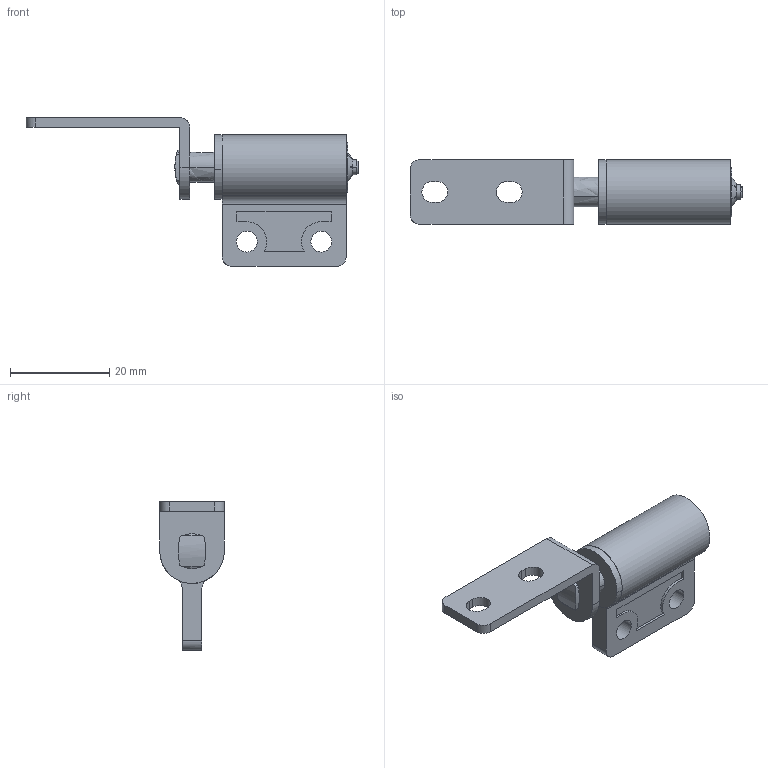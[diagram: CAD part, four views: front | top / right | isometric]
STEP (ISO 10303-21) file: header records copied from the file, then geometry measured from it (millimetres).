
FILE_DESCRIPTION((''),'2;1');
FILE_NAME('','2005-04-20T09:08:14',(''),(''),'','CADfix','');
FILE_SCHEMA(('AUTOMOTIVE_DESIGN'));
Length unit declared in the file: millimetre
Products named in the file (5): shaft; retainer; case; bracket; TH_134_1A_3808_36
Assembly tree (4 placements, depth 2):
  TH_134_1A_3808_36
    shaft
    retainer
    case
    bracket
Bounding box: 66.9 x 13 x 30 mm (x, y, z)
Volume: 5456.4 mm3; surface area: 5227.6 mm2
Topology: 4 solids, 4 shells, 137 faces, 389 edges, 266 vertices
Faces by surface type: bspline 137
Entity records: 4679 total; most frequent: CARTESIAN_POINT 2365, ORIENTED_EDGE 778, EDGE_CURVE 389, VERTEX_POINT 266, QUASI_UNIFORM_CURVE 217, EDGE_LOOP 157, FACE_OUTER_BOUND 137, ADVANCED_FACE 137
